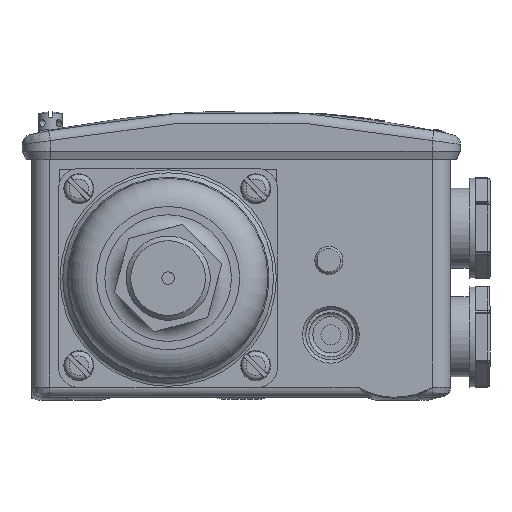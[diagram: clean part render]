
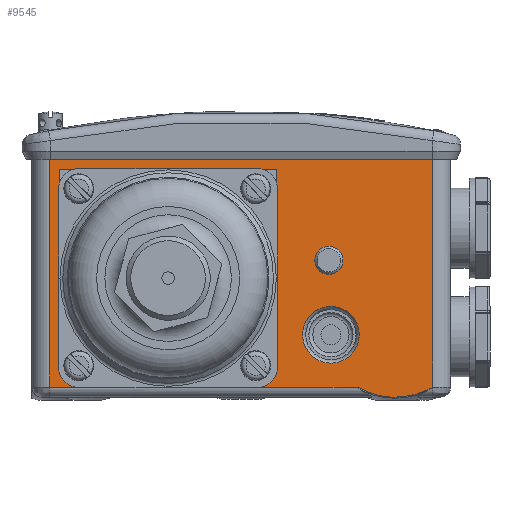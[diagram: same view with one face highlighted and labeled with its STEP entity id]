
A CAD part, front view. The second image highlights one B-rep face of the part: STEP entity #9545.
In plain terms, the highlighted planar face has unit normal (0, -1, 0).
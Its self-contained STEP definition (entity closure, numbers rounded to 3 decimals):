
#810=CARTESIAN_POINT('',(9.472,4.627,59.1));
#811=VERTEX_POINT('',#810);
#819=CARTESIAN_POINT('',(104.672,4.627,59.1));
#820=VERTEX_POINT('',#819);
#821=CARTESIAN_POINT('',(9.472,4.627,59.1));
#822=DIRECTION('',(1.0,0.0,0.0));
#823=VECTOR('',#822,95.2);
#824=LINE('',#821,#823);
#825=EDGE_CURVE('',#811,#820,#824,.T.);
#885=CARTESIAN_POINT('',(9.472,4.627,2.5));
#886=VERTEX_POINT('',#885);
#894=CARTESIAN_POINT('',(9.472,4.627,2.5));
#895=DIRECTION('',(0.0,0.0,1.0));
#896=VECTOR('',#895,56.6);
#897=LINE('',#894,#896);
#898=EDGE_CURVE('',#886,#811,#897,.T.);
#9338=CARTESIAN_POINT('',(72.322,4.627,15.5));
#9339=VERTEX_POINT('',#9338);
#9340=CARTESIAN_POINT('',(79.372,4.627,15.5));
#9341=DIRECTION('',(0.0,-1.0,0.0));
#9342=DIRECTION('',(-1.0,0.0,0.0));
#9343=AXIS2_PLACEMENT_3D('',#9340,#9341,#9342);
#9344=CIRCLE('',#9343,7.05);
#9345=EDGE_CURVE('',#9339,#9339,#9344,.T.);
#9438=CARTESIAN_POINT('',(104.672,4.627,0.0));
#9439=DIRECTION('',(0.0,-1.0,0.0));
#9440=DIRECTION('',(0.0,0.0,-1.0));
#9441=AXIS2_PLACEMENT_3D('',#9438,#9439,#9440);
#9442=PLANE('',#9441);
#9443=ORIENTED_EDGE('',*,*,#825,.F.);
#9444=ORIENTED_EDGE('',*,*,#898,.F.);
#9445=CARTESIAN_POINT('',(85.858,4.627,2.5));
#9446=VERTEX_POINT('',#9445);
#9447=CARTESIAN_POINT('',(85.858,4.627,2.5));
#9448=DIRECTION('',(-1.0,0.0,0.0));
#9449=VECTOR('',#9448,76.386);
#9450=LINE('',#9447,#9449);
#9451=EDGE_CURVE('',#9446,#886,#9450,.T.);
#9452=ORIENTED_EDGE('',*,*,#9451,.F.);
#9453=CARTESIAN_POINT('',(103.41,4.627,1.82));
#9454=VERTEX_POINT('',#9453);
#9455=CARTESIAN_POINT('',(95.272,4.627,18.628));
#9456=DIRECTION('',(0.0,1.0,0.0));
#9457=DIRECTION('',(-0.011,0.0,-1.));
#9458=AXIS2_PLACEMENT_3D('',#9455,#9456,#9457);
#9459=CIRCLE('',#9458,18.674);
#9460=EDGE_CURVE('',#9454,#9446,#9459,.T.);
#9461=ORIENTED_EDGE('',*,*,#9460,.F.);
#9462=CARTESIAN_POINT('',(104.672,4.627,2.492));
#9463=VERTEX_POINT('',#9462);
#9464=CARTESIAN_POINT('',(95.272,4.627,18.628));
#9465=DIRECTION('',(0.0,1.0,0.0));
#9466=DIRECTION('',(0.499,0.0,-0.867));
#9467=AXIS2_PLACEMENT_3D('',#9464,#9465,#9466);
#9468=CIRCLE('',#9467,18.674);
#9469=EDGE_CURVE('',#9463,#9454,#9468,.T.);
#9470=ORIENTED_EDGE('',*,*,#9469,.F.);
#9471=CARTESIAN_POINT('',(104.672,4.627,2.492));
#9472=DIRECTION('',(0.0,0.0,1.0));
#9473=VECTOR('',#9472,56.608);
#9474=LINE('',#9471,#9473);
#9475=EDGE_CURVE('',#9463,#820,#9474,.T.);
#9476=ORIENTED_EDGE('',*,*,#9475,.T.);
#9477=EDGE_LOOP('',(#9443,#9444,#9452,#9461,#9470,#9476));
#9478=FACE_OUTER_BOUND('',#9477,.T.);
#9479=CARTESIAN_POINT('',(82.372,4.627,34.0));
#9480=VERTEX_POINT('',#9479);
#9481=CARTESIAN_POINT('',(78.872,4.627,34.0));
#9482=DIRECTION('',(0.0,1.0,0.0));
#9483=DIRECTION('',(-1.0,0.0,0.0));
#9484=AXIS2_PLACEMENT_3D('',#9481,#9482,#9483);
#9485=CIRCLE('',#9484,3.5);
#9486=EDGE_CURVE('',#9480,#9480,#9485,.T.);
#9487=ORIENTED_EDGE('',*,*,#9486,.T.);
#9488=EDGE_LOOP('',(#9487));
#9489=FACE_BOUND('',#9488,.T.);
#9490=CARTESIAN_POINT('',(65.872,4.627,7.6));
#9491=VERTEX_POINT('',#9490);
#9492=CARTESIAN_POINT('',(60.872,4.627,2.6));
#9493=VERTEX_POINT('',#9492);
#9494=CARTESIAN_POINT('',(60.872,4.627,7.6));
#9495=DIRECTION('',(0.0,1.0,0.0));
#9496=DIRECTION('',(0.0,0.0,1.0));
#9497=AXIS2_PLACEMENT_3D('',#9494,#9495,#9496);
#9498=CIRCLE('',#9497,5.);
#9499=EDGE_CURVE('',#9491,#9493,#9498,.T.);
#9500=ORIENTED_EDGE('',*,*,#9499,.T.);
#9501=CARTESIAN_POINT('',(16.872,4.627,2.6));
#9502=VERTEX_POINT('',#9501);
#9503=CARTESIAN_POINT('',(60.872,4.627,2.6));
#9504=DIRECTION('',(-1.0,0.0,0.0));
#9505=VECTOR('',#9504,44.0);
#9506=LINE('',#9503,#9505);
#9507=EDGE_CURVE('',#9493,#9502,#9506,.T.);
#9508=ORIENTED_EDGE('',*,*,#9507,.T.);
#9509=CARTESIAN_POINT('',(11.872,4.627,7.6));
#9510=VERTEX_POINT('',#9509);
#9511=CARTESIAN_POINT('',(16.872,4.627,7.6));
#9512=DIRECTION('',(0.0,1.0,0.0));
#9513=DIRECTION('',(1.0,0.0,0.0));
#9514=AXIS2_PLACEMENT_3D('',#9511,#9512,#9513);
#9515=CIRCLE('',#9514,5.);
#9516=EDGE_CURVE('',#9502,#9510,#9515,.T.);
#9517=ORIENTED_EDGE('',*,*,#9516,.T.);
#9518=CARTESIAN_POINT('',(11.872,4.627,56.6));
#9519=VERTEX_POINT('',#9518);
#9520=CARTESIAN_POINT('',(11.872,4.627,7.6));
#9521=DIRECTION('',(0.0,0.0,1.0));
#9522=VECTOR('',#9521,49.);
#9523=LINE('',#9520,#9522);
#9524=EDGE_CURVE('',#9510,#9519,#9523,.T.);
#9525=ORIENTED_EDGE('',*,*,#9524,.T.);
#9526=CARTESIAN_POINT('',(65.872,4.627,56.6));
#9527=VERTEX_POINT('',#9526);
#9528=CARTESIAN_POINT('',(11.872,4.627,56.6));
#9529=DIRECTION('',(1.0,0.0,0.0));
#9530=VECTOR('',#9529,54.);
#9531=LINE('',#9528,#9530);
#9532=EDGE_CURVE('',#9519,#9527,#9531,.T.);
#9533=ORIENTED_EDGE('',*,*,#9532,.T.);
#9534=CARTESIAN_POINT('',(65.872,4.627,56.6));
#9535=DIRECTION('',(0.0,0.0,-1.0));
#9536=VECTOR('',#9535,49.0);
#9537=LINE('',#9534,#9536);
#9538=EDGE_CURVE('',#9527,#9491,#9537,.T.);
#9539=ORIENTED_EDGE('',*,*,#9538,.T.);
#9540=EDGE_LOOP('',(#9500,#9508,#9517,#9525,#9533,#9539));
#9541=FACE_BOUND('',#9540,.T.);
#9542=ORIENTED_EDGE('',*,*,#9345,.F.);
#9543=EDGE_LOOP('',(#9542));
#9544=FACE_BOUND('',#9543,.T.);
#9545=ADVANCED_FACE('',(#9478,#9489,#9541,#9544),#9442,.T.);
